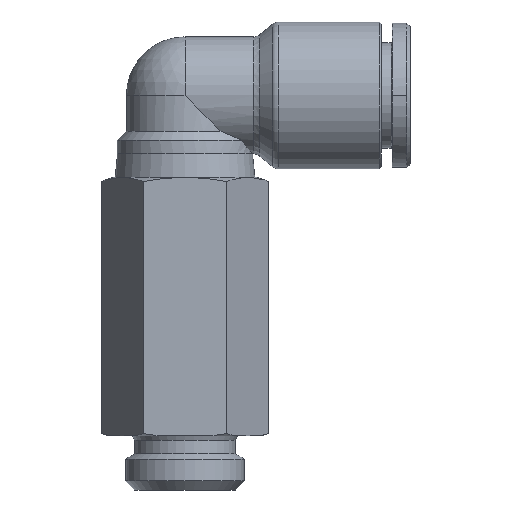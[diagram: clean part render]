
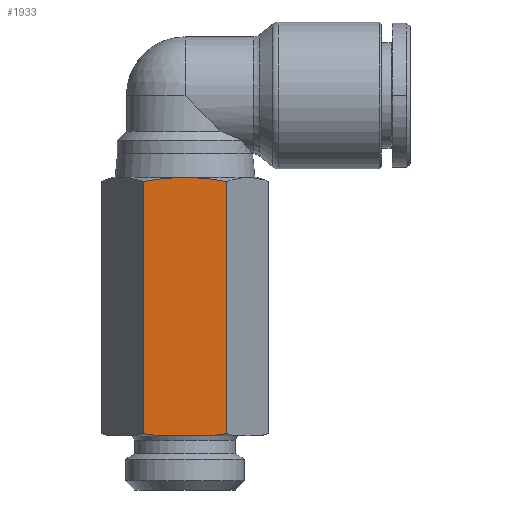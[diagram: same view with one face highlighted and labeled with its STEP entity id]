
A CAD part, front view. The second image highlights one B-rep face of the part: STEP entity #1933.
In plain terms, the highlighted planar face has unit normal (0, -1, 0).
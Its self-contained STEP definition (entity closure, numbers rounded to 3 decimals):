
#1672=CARTESIAN_POINT('',(-13.852,-8.,-37.532));
#1673=VERTEX_POINT('',#1672);
#1687=CARTESIAN_POINT('',(-12.105,-8.,-37.8));
#1688=VERTEX_POINT('',#1687);
#1696=CARTESIAN_POINT('',(-13.852,-8.,-37.532));
#1697=CARTESIAN_POINT('',(-12.942,-8.,-37.697));
#1698=CARTESIAN_POINT('',(-12.105,-8.,-37.8));
#1706=(BOUNDED_CURVE()B_SPLINE_CURVE(2,(#1696,#1697,#1698),.UNSPECIFIED.,.F.,.U.)B_SPLINE_CURVE_WITH_KNOTS((3,3),(3.539,5.502),.UNSPECIFIED.)CURVE()GEOMETRIC_REPRESENTATION_ITEM()RATIONAL_B_SPLINE_CURVE((1.018,1.014,1.0))REPRESENTATION_ITEM(''));
#1707=EDGE_CURVE('',#1673,#1688,#1706,.T.);
#1717=CARTESIAN_POINT('',(-6.361,-8.,-37.8));
#1718=VERTEX_POINT('',#1717);
#1719=CARTESIAN_POINT('',(-4.614,-8.,-37.532));
#1720=VERTEX_POINT('',#1719);
#1721=CARTESIAN_POINT('',(-6.361,-8.,-37.8));
#1722=CARTESIAN_POINT('',(-5.524,-8.,-37.697));
#1723=CARTESIAN_POINT('',(-4.614,-8.,-37.532));
#1731=(BOUNDED_CURVE()B_SPLINE_CURVE(2,(#1721,#1722,#1723),.UNSPECIFIED.,.F.,.U.)B_SPLINE_CURVE_WITH_KNOTS((3,3),(0.0,1.963),.UNSPECIFIED.)CURVE()GEOMETRIC_REPRESENTATION_ITEM()RATIONAL_B_SPLINE_CURVE((1.0,1.014,1.018))REPRESENTATION_ITEM(''));
#1732=EDGE_CURVE('',#1718,#1720,#1731,.T.);
#1850=CARTESIAN_POINT('',(-4.614,-8.,-9.55));
#1851=VERTEX_POINT('',#1850);
#1865=CARTESIAN_POINT('',(-4.614,-8.,-37.532));
#1866=DIRECTION('',(0.0,0.0,1.0));
#1867=VECTOR('',#1866,27.981);
#1868=LINE('',#1865,#1867);
#1869=EDGE_CURVE('',#1720,#1851,#1868,.T.);
#1881=CARTESIAN_POINT('',(-4.614,-8.,-37.8));
#1882=DIRECTION('',(0.0,-1.0,0.0));
#1883=DIRECTION('',(-1.0,0.0,0.0));
#1884=AXIS2_PLACEMENT_3D('',#1881,#1882,#1883);
#1885=PLANE('',#1884);
#1886=ORIENTED_EDGE('',*,*,#1732,.T.);
#1887=ORIENTED_EDGE('',*,*,#1869,.T.);
#1888=CARTESIAN_POINT('',(-9.233,-8.,-9.1));
#1889=VERTEX_POINT('',#1888);
#1890=CARTESIAN_POINT('',(-4.614,-8.,-9.55));
#1891=CARTESIAN_POINT('',(-7.09,-8.,-9.1));
#1892=CARTESIAN_POINT('',(-9.233,-8.,-9.1));
#1900=(BOUNDED_CURVE()B_SPLINE_CURVE(2,(#1890,#1891,#1892),.UNSPECIFIED.,.F.,.U.)B_SPLINE_CURVE_WITH_KNOTS((3,3),(2.636,7.643),.UNSPECIFIED.)CURVE()GEOMETRIC_REPRESENTATION_ITEM()RATIONAL_B_SPLINE_CURVE((1.041,1.059,1.0))REPRESENTATION_ITEM(''));
#1901=EDGE_CURVE('',#1851,#1889,#1900,.T.);
#1902=ORIENTED_EDGE('',*,*,#1901,.T.);
#1903=CARTESIAN_POINT('',(-13.852,-8.,-9.55));
#1904=VERTEX_POINT('',#1903);
#1905=CARTESIAN_POINT('',(-9.233,-8.,-9.1));
#1906=CARTESIAN_POINT('',(-11.377,-8.,-9.1));
#1907=CARTESIAN_POINT('',(-13.852,-8.,-9.55));
#1915=(BOUNDED_CURVE()B_SPLINE_CURVE(2,(#1905,#1906,#1907),.UNSPECIFIED.,.F.,.U.)B_SPLINE_CURVE_WITH_KNOTS((3,3),(7.643,12.651),.UNSPECIFIED.)CURVE()GEOMETRIC_REPRESENTATION_ITEM()RATIONAL_B_SPLINE_CURVE((1.0,1.059,1.041))REPRESENTATION_ITEM(''));
#1916=EDGE_CURVE('',#1889,#1904,#1915,.T.);
#1917=ORIENTED_EDGE('',*,*,#1916,.T.);
#1918=CARTESIAN_POINT('',(-13.852,-8.,-37.532));
#1919=DIRECTION('',(0.0,0.0,1.0));
#1920=VECTOR('',#1919,27.981);
#1921=LINE('',#1918,#1920);
#1922=EDGE_CURVE('',#1673,#1904,#1921,.T.);
#1923=ORIENTED_EDGE('',*,*,#1922,.F.);
#1924=ORIENTED_EDGE('',*,*,#1707,.T.);
#1925=CARTESIAN_POINT('',(-6.361,-8.,-37.8));
#1926=DIRECTION('',(-1.0,0.0,0.0));
#1927=VECTOR('',#1926,5.745);
#1928=LINE('',#1925,#1927);
#1929=EDGE_CURVE('',#1718,#1688,#1928,.T.);
#1930=ORIENTED_EDGE('',*,*,#1929,.F.);
#1931=EDGE_LOOP('',(#1886,#1887,#1902,#1917,#1923,#1924,#1930));
#1932=FACE_OUTER_BOUND('',#1931,.T.);
#1933=ADVANCED_FACE('',(#1932),#1885,.T.);
